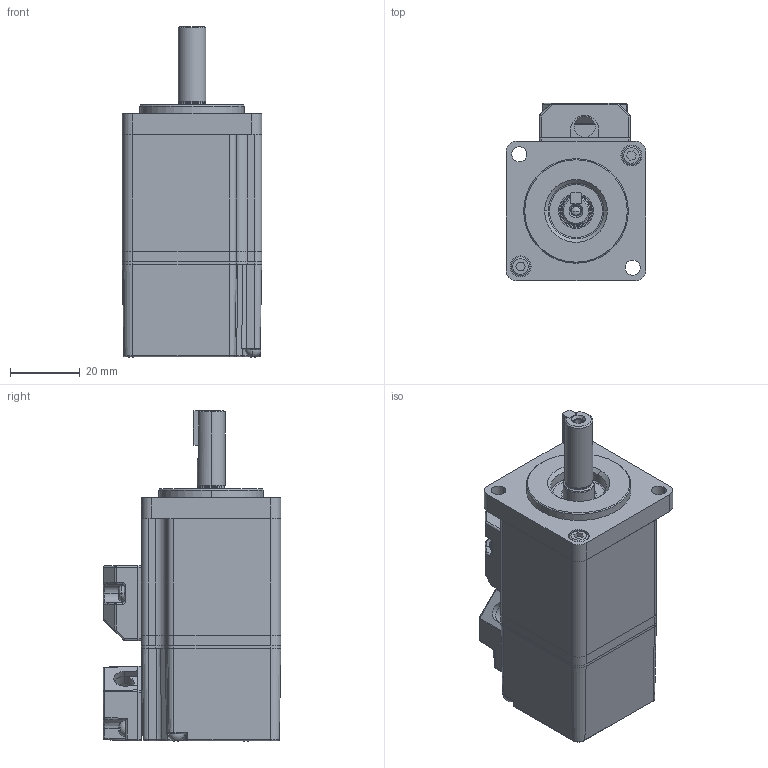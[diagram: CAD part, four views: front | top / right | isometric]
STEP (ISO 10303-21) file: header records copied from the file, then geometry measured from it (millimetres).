
FILE_DESCRIPTION (( 'STEP AP214' ), '1' );
FILE_NAME ('AC52164A1_FRE01052F003.STEP', '2020-12-01T09:35:44', ( '' ), ( '' ), 'SwSTEP 2.0', 'SolidWorks 2015', '' );
FILE_SCHEMA (( 'AUTOMOTIVE_DESIGN' ));
Length unit declared in the file: millimetre
Products named in the file (1): AC52164A1_FRE01052F003
Bounding box: 40 x 51 x 94.95 mm (x, y, z)
Surface area: 23627.2 mm2 (no closed solid volume)
Topology: 0 solids, 24 shells, 514 faces, 1565 edges, 1047 vertices
Faces by surface type: plane 224, cylinder 165, sphere 42, cone 37, torus 31, bspline 15
Entity records: 24732 total; most frequent: CARTESIAN_POINT 5060, DIRECTION 3100, ORIENTED_EDGE 2672, EDGE_CURVE 1523, AXIS2_PLACEMENT_3D 1167, VERTEX_POINT 1037, LINE 766, VECTOR 766
